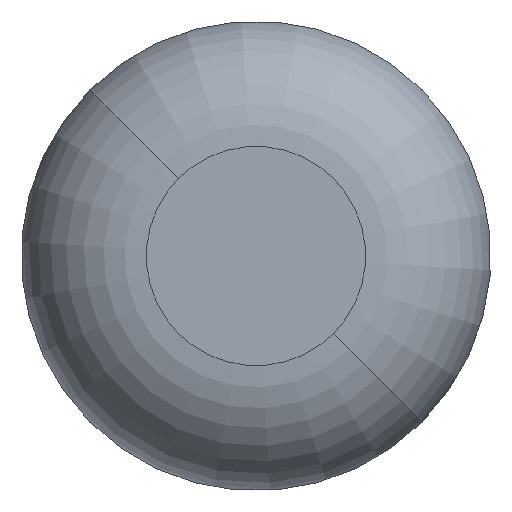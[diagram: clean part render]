
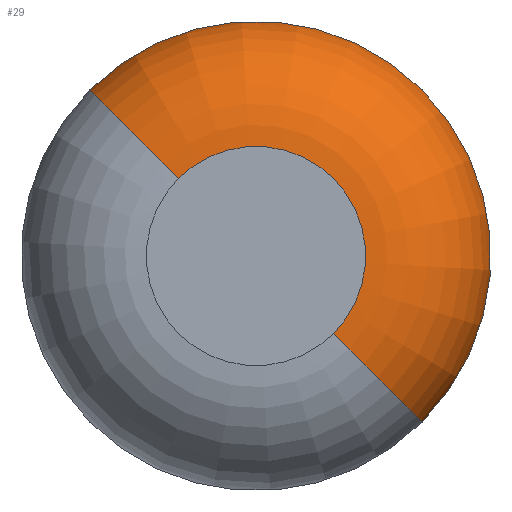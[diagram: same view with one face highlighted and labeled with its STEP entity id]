
A CAD part, front view. The second image highlights one B-rep face of the part: STEP entity #29.
In plain terms, the highlighted toroidal (fillet/blend) face has major radius 0.175 mm and minor radius 0.2 mm.
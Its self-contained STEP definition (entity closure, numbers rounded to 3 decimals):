
#29 = ADVANCED_FACE ( 'Defeature ausgef�hrt1_10', ( #1541 ), #1400, .T. ) ;
#50 = AXIS2_PLACEMENT_3D ( 'NONE', #1063, #2250, #1364 ) ;
#124 = CIRCLE ( 'NONE', #2862, 0.2 ) ;
#245 = CARTESIAN_POINT ( 'NONE',  ( -0.124, -35.8, 0.124 ) ) ;
#641 = EDGE_LOOP ( 'NONE', ( #1037, #1799, #3299, #3847 ) ) ;
#670 = DIRECTION ( 'NONE',  ( -0.707, 0., 0.707 ) ) ;
#756 = CARTESIAN_POINT ( 'NONE',  ( -0.265, -35.8, 0.265 ) ) ;
#797 = EDGE_CURVE ( 'Defeature ausgef�hrt1_8+Defeature ausgef�hrt1_10+Defeature ausgef�hrt1_10+Defeature ausgef�hrt1_10', #3206, #1507, #2145, .T. ) ;
#845 = DIRECTION ( 'NONE',  ( -0.707, 0., 0.707 ) ) ;
#999 = EDGE_CURVE ( 'Defeature ausgef�hrt1_9+Defeature ausgef�hrt1_10+Defeature ausgef�hrt1_10+Defeature ausgef�hrt1_10', #3890, #1335, #3418, .T. ) ;
#1007 = AXIS2_PLACEMENT_3D ( 'NONE', #3010, #1864, #3313 ) ;
#1037 = ORIENTED_EDGE ( 'NONE', *, *, #999, .F. ) ;
#1063 = CARTESIAN_POINT ( 'NONE',  ( 0., -35.8, 0. ) ) ;
#1300 = CIRCLE ( 'NONE', #2162, 0.2 ) ;
#1335 = VERTEX_POINT ( 'NONE', #3314 ) ;
#1364 = DIRECTION ( 'NONE',  ( -0.707, 0., 0.707 ) ) ;
#1400 = TOROIDAL_SURFACE ( 'NONE', #1007, 0.175, 0.2 ) ;
#1507 = VERTEX_POINT ( 'NONE', #2029 ) ;
#1532 = AXIS2_PLACEMENT_3D ( 'NONE', #3344, #1570, #670 ) ;
#1541 = FACE_OUTER_BOUND ( 'NONE', #641, .T. ) ;
#1570 = DIRECTION ( 'NONE',  ( 0., -1., 0. ) ) ;
#1603 = EDGE_CURVE ( 'NONE', #1335, #3206, #124, .T. ) ;
#1799 = ORIENTED_EDGE ( 'NONE', *, *, #2277, .T. ) ;
#1864 = DIRECTION ( 'NONE',  ( 0., 1., 0. ) ) ;
#1994 = DIRECTION ( 'NONE',  ( 0.707, 0., -0.707 ) ) ;
#2029 = CARTESIAN_POINT ( 'NONE',  ( 0.265, -35.8, -0.265 ) ) ;
#2145 = CIRCLE ( 'NONE', #50, 0.375 ) ;
#2162 = AXIS2_PLACEMENT_3D ( 'NONE', #2541, #2294, #1994 ) ;
#2250 = DIRECTION ( 'NONE',  ( 0., 1., 0. ) ) ;
#2277 = EDGE_CURVE ( 'NONE', #3890, #1507, #1300, .T. ) ;
#2294 = DIRECTION ( 'NONE',  ( 0.707, 0., 0.707 ) ) ;
#2453 = CARTESIAN_POINT ( 'NONE',  ( 0.124, -36., -0.124 ) ) ;
#2541 = CARTESIAN_POINT ( 'NONE',  ( 0.124, -35.8, -0.124 ) ) ;
#2862 = AXIS2_PLACEMENT_3D ( 'NONE', #245, #3542, #845 ) ;
#3010 = CARTESIAN_POINT ( 'NONE',  ( 0., -35.8, 0. ) ) ;
#3206 = VERTEX_POINT ( 'NONE', #756 ) ;
#3299 = ORIENTED_EDGE ( 'NONE', *, *, #797, .F. ) ;
#3313 = DIRECTION ( 'NONE',  ( -0.707, 0., 0.707 ) ) ;
#3314 = CARTESIAN_POINT ( 'NONE',  ( -0.124, -36., 0.124 ) ) ;
#3344 = CARTESIAN_POINT ( 'NONE',  ( 0., -36., 0. ) ) ;
#3418 = CIRCLE ( 'NONE', #1532, 0.175 ) ;
#3542 = DIRECTION ( 'NONE',  ( -0.707, 0., -0.707 ) ) ;
#3847 = ORIENTED_EDGE ( 'NONE', *, *, #1603, .F. ) ;
#3890 = VERTEX_POINT ( 'NONE', #2453 ) ;
